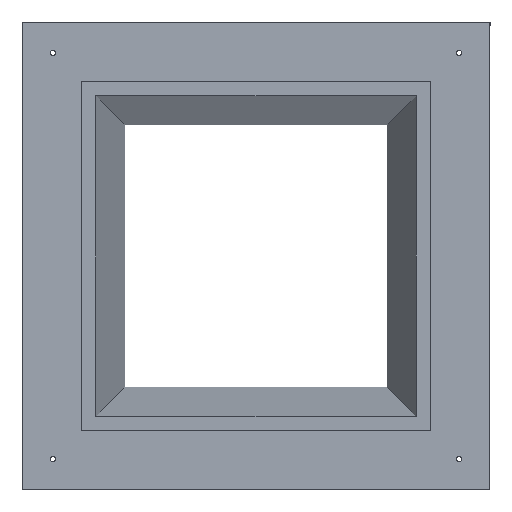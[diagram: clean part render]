
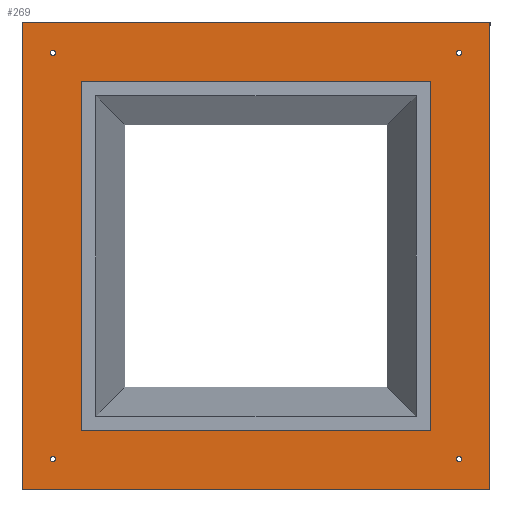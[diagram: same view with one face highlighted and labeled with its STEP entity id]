
A CAD part, front view. The second image highlights one B-rep face of the part: STEP entity #269.
In plain terms, the highlighted planar face has unit normal (0, -1, 0).
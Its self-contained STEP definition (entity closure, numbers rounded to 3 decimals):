
#35 = EDGE_CURVE ( 'NONE', #36, #52, #631, .T. ) ;
#36 = VERTEX_POINT ( 'NONE', #626 ) ;
#52 = VERTEX_POINT ( 'NONE', #673 ) ;
#54 = EDGE_CURVE ( 'NONE', #58, #56, #667, .T. ) ;
#56 = VERTEX_POINT ( 'NONE', #662 ) ;
#58 = VERTEX_POINT ( 'NONE', #661 ) ;
#118 = EDGE_CURVE ( 'NONE', #119, #198, #785, .T. ) ;
#119 = VERTEX_POINT ( 'NONE', #780 ) ;
#132 = VERTEX_POINT ( 'NONE', #813 ) ;
#134 = EDGE_CURVE ( 'NONE', #135, #132, #812, .T. ) ;
#135 = VERTEX_POINT ( 'NONE', #807 ) ;
#198 = VERTEX_POINT ( 'NONE', #944 ) ;
#242 = EDGE_CURVE ( 'NONE', #243, #322, #1053, .T. ) ;
#243 = VERTEX_POINT ( 'NONE', #1049 ) ;
#244 = EDGE_CURVE ( 'NONE', #52, #36, #1048, .T. ) ;
#245 = EDGE_LOOP ( 'NONE', ( #246, #247 ) ) ;
#246 = ORIENTED_EDGE ( 'NONE', *, *, #118, .T. ) ;
#247 = ORIENTED_EDGE ( 'NONE', *, *, #248, .T. ) ;
#248 = EDGE_CURVE ( 'NONE', #198, #119, #1043, .T. ) ;
#249 = EDGE_LOOP ( 'NONE', ( #250, #254, #257, #313 ) ) ;
#250 = ORIENTED_EDGE ( 'NONE', *, *, #251, .T. ) ;
#251 = EDGE_CURVE ( 'NONE', #252, #253, #1038, .T. ) ;
#252 = VERTEX_POINT ( 'NONE', #1034 ) ;
#253 = VERTEX_POINT ( 'NONE', #1033 ) ;
#254 = ORIENTED_EDGE ( 'NONE', *, *, #255, .T. ) ;
#255 = EDGE_CURVE ( 'NONE', #253, #256, #1032, .T. ) ;
#256 = VERTEX_POINT ( 'NONE', #1028 ) ;
#257 = ORIENTED_EDGE ( 'NONE', *, *, #312, .T. ) ;
#258 = VERTEX_POINT ( 'NONE', #1027 ) ;
#269 = ADVANCED_FACE ( 'NONE', ( #1077, #1076, #1075, #1074, #1073, #1072 ), #1071, .T. ) ;
#270 = EDGE_LOOP ( 'NONE', ( #271, #272 ) ) ;
#271 = ORIENTED_EDGE ( 'NONE', *, *, #35, .T. ) ;
#272 = ORIENTED_EDGE ( 'NONE', *, *, #244, .T. ) ;
#299 = ORIENTED_EDGE ( 'NONE', *, *, #300, .F. ) ;
#300 = EDGE_CURVE ( 'NONE', #319, #243, #1145, .T. ) ;
#301 = EDGE_LOOP ( 'NONE', ( #302, #303 ) ) ;
#302 = ORIENTED_EDGE ( 'NONE', *, *, #134, .T. ) ;
#303 = ORIENTED_EDGE ( 'NONE', *, *, #304, .T. ) ;
#304 = EDGE_CURVE ( 'NONE', #132, #135, #1141, .T. ) ;
#305 = EDGE_LOOP ( 'NONE', ( #306, #307 ) ) ;
#306 = ORIENTED_EDGE ( 'NONE', *, *, #54, .T. ) ;
#307 = ORIENTED_EDGE ( 'NONE', *, *, #308, .T. ) ;
#308 = EDGE_CURVE ( 'NONE', #56, #58, #1136, .T. ) ;
#312 = EDGE_CURVE ( 'NONE', #256, #258, #1128, .T. ) ;
#313 = ORIENTED_EDGE ( 'NONE', *, *, #314, .T. ) ;
#314 = EDGE_CURVE ( 'NONE', #258, #252, #1121, .T. ) ;
#315 = EDGE_LOOP ( 'NONE', ( #316, #320, #323, #299 ) ) ;
#316 = ORIENTED_EDGE ( 'NONE', *, *, #317, .F. ) ;
#317 = EDGE_CURVE ( 'NONE', #318, #319, #1180, .T. ) ;
#318 = VERTEX_POINT ( 'NONE', #1176 ) ;
#319 = VERTEX_POINT ( 'NONE', #1175 ) ;
#320 = ORIENTED_EDGE ( 'NONE', *, *, #321, .F. ) ;
#321 = EDGE_CURVE ( 'NONE', #322, #318, #1174, .T. ) ;
#322 = VERTEX_POINT ( 'NONE', #1170 ) ;
#323 = ORIENTED_EDGE ( 'NONE', *, *, #242, .F. ) ;
#626 = CARTESIAN_POINT ( 'NONE',  ( 495., 0., -501.5 ) ) ;
#627 = DIRECTION ( 'NONE',  ( 0., 0., 1. ) ) ;
#628 = DIRECTION ( 'NONE',  ( 0., 1., 0. ) ) ;
#629 = CARTESIAN_POINT ( 'NONE',  ( 495., 0., -495. ) ) ;
#630 = AXIS2_PLACEMENT_3D ( 'NONE', #629, #628, #627 ) ;
#631 = CIRCLE ( 'NONE', #630, 6.5 ) ;
#661 = CARTESIAN_POINT ( 'NONE',  ( -495., 0., -501.5 ) ) ;
#662 = CARTESIAN_POINT ( 'NONE',  ( -495., 0., -488.5 ) ) ;
#663 = DIRECTION ( 'NONE',  ( 0., 0., 1. ) ) ;
#664 = DIRECTION ( 'NONE',  ( 0., 1., 0. ) ) ;
#665 = CARTESIAN_POINT ( 'NONE',  ( -495., 0., -495. ) ) ;
#666 = AXIS2_PLACEMENT_3D ( 'NONE', #665, #664, #663 ) ;
#667 = CIRCLE ( 'NONE', #666, 6.5 ) ;
#673 = CARTESIAN_POINT ( 'NONE',  ( 495., 0., -488.5 ) ) ;
#780 = CARTESIAN_POINT ( 'NONE',  ( -495., 0., 488.5 ) ) ;
#781 = DIRECTION ( 'NONE',  ( 0., 0., 1. ) ) ;
#782 = DIRECTION ( 'NONE',  ( 0., 1., 0. ) ) ;
#783 = CARTESIAN_POINT ( 'NONE',  ( -495., 0., 495. ) ) ;
#784 = AXIS2_PLACEMENT_3D ( 'NONE', #783, #782, #781 ) ;
#785 = CIRCLE ( 'NONE', #784, 6.5 ) ;
#807 = CARTESIAN_POINT ( 'NONE',  ( 495., 0., 488.5 ) ) ;
#808 = DIRECTION ( 'NONE',  ( 0., 0., 1. ) ) ;
#809 = DIRECTION ( 'NONE',  ( 0., 1., 0. ) ) ;
#810 = CARTESIAN_POINT ( 'NONE',  ( 495., 0., 495. ) ) ;
#811 = AXIS2_PLACEMENT_3D ( 'NONE', #810, #809, #808 ) ;
#812 = CIRCLE ( 'NONE', #811, 6.5 ) ;
#813 = CARTESIAN_POINT ( 'NONE',  ( 495., 0., 501.5 ) ) ;
#944 = CARTESIAN_POINT ( 'NONE',  ( -495., 0., 501.5 ) ) ;
#1027 = CARTESIAN_POINT ( 'NONE',  ( 570., 0., 570. ) ) ;
#1028 = CARTESIAN_POINT ( 'NONE',  ( 570., 0., -570. ) ) ;
#1029 = DIRECTION ( 'NONE',  ( 1., 0., 0. ) ) ;
#1030 = VECTOR ( 'NONE', #1029, 1000. ) ;
#1031 = CARTESIAN_POINT ( 'NONE',  ( -950., 0., -570. ) ) ;
#1032 = LINE ( 'NONE', #1031, #1030 ) ;
#1033 = CARTESIAN_POINT ( 'NONE',  ( -570., 0., -570. ) ) ;
#1034 = CARTESIAN_POINT ( 'NONE',  ( -570., 0., 570. ) ) ;
#1035 = DIRECTION ( 'NONE',  ( 0., 0., -1. ) ) ;
#1036 = VECTOR ( 'NONE', #1035, 1000. ) ;
#1037 = CARTESIAN_POINT ( 'NONE',  ( -570., 0., 950. ) ) ;
#1038 = LINE ( 'NONE', #1037, #1036 ) ;
#1039 = DIRECTION ( 'NONE',  ( 0., 0., 1. ) ) ;
#1040 = DIRECTION ( 'NONE',  ( 0., 1., 0. ) ) ;
#1041 = CARTESIAN_POINT ( 'NONE',  ( -495., 0., 495. ) ) ;
#1042 = AXIS2_PLACEMENT_3D ( 'NONE', #1041, #1040, #1039 ) ;
#1043 = CIRCLE ( 'NONE', #1042, 6.5 ) ;
#1044 = DIRECTION ( 'NONE',  ( 0., 0., 1. ) ) ;
#1045 = DIRECTION ( 'NONE',  ( 0., 1., 0. ) ) ;
#1046 = CARTESIAN_POINT ( 'NONE',  ( 495., 0., -495. ) ) ;
#1047 = AXIS2_PLACEMENT_3D ( 'NONE', #1046, #1045, #1044 ) ;
#1048 = CIRCLE ( 'NONE', #1047, 6.5 ) ;
#1049 = CARTESIAN_POINT ( 'NONE',  ( 425., 0., 425. ) ) ;
#1050 = DIRECTION ( 'NONE',  ( -1., 0., 0. ) ) ;
#1051 = VECTOR ( 'NONE', #1050, 1000. ) ;
#1052 = CARTESIAN_POINT ( 'NONE',  ( 950., 0., 425. ) ) ;
#1053 = LINE ( 'NONE', #1052, #1051 ) ;
#1066 = DIRECTION ( 'NONE',  ( 0., 0., -1. ) ) ;
#1067 = DIRECTION ( 'NONE',  ( 0., -1., 0. ) ) ;
#1068 = CARTESIAN_POINT ( 'NONE',  ( -425., 0., 950. ) ) ;
#1070 = AXIS2_PLACEMENT_3D ( 'NONE', #1068, #1067, #1066 ) ;
#1071 = PLANE ( 'NONE',  #1070 ) ;
#1072 = FACE_BOUND ( 'NONE', #305, .T. ) ;
#1073 = FACE_BOUND ( 'NONE', #301, .T. ) ;
#1074 = FACE_BOUND ( 'NONE', #315, .T. ) ;
#1075 = FACE_OUTER_BOUND ( 'NONE', #249, .T. ) ;
#1076 = FACE_BOUND ( 'NONE', #245, .T. ) ;
#1077 = FACE_BOUND ( 'NONE', #270, .T. ) ;
#1118 = DIRECTION ( 'NONE',  ( -1., 0., 0. ) ) ;
#1119 = VECTOR ( 'NONE', #1118, 1000. ) ;
#1120 = CARTESIAN_POINT ( 'NONE',  ( 950., 0., 570. ) ) ;
#1121 = LINE ( 'NONE', #1120, #1119 ) ;
#1122 = DIRECTION ( 'NONE',  ( 0., 0., 1. ) ) ;
#1123 = VECTOR ( 'NONE', #1122, 1000. ) ;
#1124 = CARTESIAN_POINT ( 'NONE',  ( 570., 0., -950. ) ) ;
#1128 = LINE ( 'NONE', #1124, #1123 ) ;
#1132 = DIRECTION ( 'NONE',  ( 0., 0., 1. ) ) ;
#1133 = DIRECTION ( 'NONE',  ( 0., 1., 0. ) ) ;
#1134 = CARTESIAN_POINT ( 'NONE',  ( -495., 0., -495. ) ) ;
#1135 = AXIS2_PLACEMENT_3D ( 'NONE', #1134, #1133, #1132 ) ;
#1136 = CIRCLE ( 'NONE', #1135, 6.5 ) ;
#1137 = DIRECTION ( 'NONE',  ( 0., 0., 1. ) ) ;
#1138 = DIRECTION ( 'NONE',  ( 0., 1., 0. ) ) ;
#1139 = CARTESIAN_POINT ( 'NONE',  ( 495., 0., 495. ) ) ;
#1140 = AXIS2_PLACEMENT_3D ( 'NONE', #1139, #1138, #1137 ) ;
#1141 = CIRCLE ( 'NONE', #1140, 6.5 ) ;
#1142 = DIRECTION ( 'NONE',  ( 0., 0., 1. ) ) ;
#1143 = VECTOR ( 'NONE', #1142, 1000. ) ;
#1144 = CARTESIAN_POINT ( 'NONE',  ( 425., 0., -950. ) ) ;
#1145 = LINE ( 'NONE', #1144, #1143 ) ;
#1170 = CARTESIAN_POINT ( 'NONE',  ( -425., 0., 425. ) ) ;
#1171 = DIRECTION ( 'NONE',  ( 0., 0., -1. ) ) ;
#1172 = VECTOR ( 'NONE', #1171, 1000. ) ;
#1173 = CARTESIAN_POINT ( 'NONE',  ( -425., 0., 950. ) ) ;
#1174 = LINE ( 'NONE', #1173, #1172 ) ;
#1175 = CARTESIAN_POINT ( 'NONE',  ( 425., 0., -425. ) ) ;
#1176 = CARTESIAN_POINT ( 'NONE',  ( -425., 0., -425. ) ) ;
#1177 = DIRECTION ( 'NONE',  ( 1., 0., 0. ) ) ;
#1178 = VECTOR ( 'NONE', #1177, 1000. ) ;
#1179 = CARTESIAN_POINT ( 'NONE',  ( -950., 0., -425. ) ) ;
#1180 = LINE ( 'NONE', #1179, #1178 ) ;
